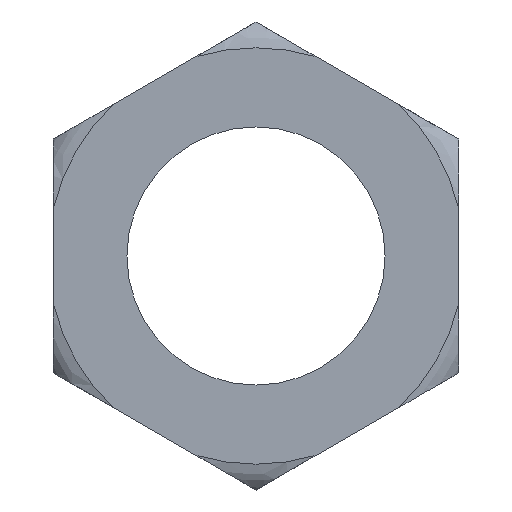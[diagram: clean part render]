
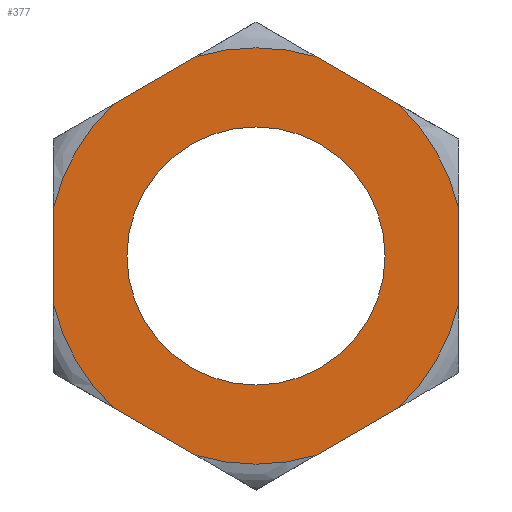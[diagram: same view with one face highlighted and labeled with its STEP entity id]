
A CAD part, front view. The second image highlights one B-rep face of the part: STEP entity #377.
In plain terms, the highlighted planar face has unit normal (0, -1, 0).
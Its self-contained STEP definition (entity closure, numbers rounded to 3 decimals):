
#16=FACE_BOUND('',#98,.T.);
#20=LINE('',#767,#38);
#23=LINE('',#771,#41);
#24=LINE('',#772,#42);
#25=LINE('',#773,#43);
#26=LINE('',#774,#44);
#27=LINE('',#775,#45);
#38=VECTOR('',#475,1.847);
#41=VECTOR('',#480,1.847);
#42=VECTOR('',#481,1.847);
#43=VECTOR('',#482,1.847);
#44=VECTOR('',#483,1.847);
#45=VECTOR('',#484,1.847);
#56=PLANE('',#412);
#76=FACE_OUTER_BOUND('',#97,.T.);
#97=EDGE_LOOP('',(#284,#285,#286,#287,#288,#289,#290,#291,#292,#293,#294,
#295));
#98=EDGE_LOOP('',(#296));
#114=CIRCLE('',#400,4.032);
#115=CIRCLE('',#402,4.032);
#116=CIRCLE('',#404,4.032);
#117=CIRCLE('',#406,4.032);
#118=CIRCLE('',#408,4.032);
#119=CIRCLE('',#410,4.032);
#120=CIRCLE('',#413,2.5);
#164=VERTEX_POINT('',#640);
#166=VERTEX_POINT('',#650);
#167=VERTEX_POINT('',#661);
#169=VERTEX_POINT('',#671);
#170=VERTEX_POINT('',#682);
#172=VERTEX_POINT('',#692);
#173=VERTEX_POINT('',#703);
#175=VERTEX_POINT('',#713);
#176=VERTEX_POINT('',#724);
#178=VERTEX_POINT('',#734);
#180=VERTEX_POINT('',#746);
#181=VERTEX_POINT('',#755);
#182=VERTEX_POINT('',#776);
#203=EDGE_CURVE('',#166,#164,#114,.T.);
#206=EDGE_CURVE('',#169,#167,#115,.T.);
#209=EDGE_CURVE('',#172,#170,#116,.T.);
#212=EDGE_CURVE('',#175,#173,#117,.T.);
#215=EDGE_CURVE('',#178,#176,#118,.T.);
#219=EDGE_CURVE('',#180,#181,#119,.T.);
#221=EDGE_CURVE('',#176,#180,#20,.T.);
#224=EDGE_CURVE('',#181,#175,#23,.T.);
#225=EDGE_CURVE('',#173,#172,#24,.T.);
#226=EDGE_CURVE('',#170,#169,#25,.T.);
#227=EDGE_CURVE('',#167,#166,#26,.T.);
#228=EDGE_CURVE('',#164,#178,#27,.T.);
#229=EDGE_CURVE('',#182,#182,#120,.T.);
#284=ORIENTED_EDGE('',*,*,#219,.T.);
#285=ORIENTED_EDGE('',*,*,#224,.T.);
#286=ORIENTED_EDGE('',*,*,#212,.T.);
#287=ORIENTED_EDGE('',*,*,#225,.T.);
#288=ORIENTED_EDGE('',*,*,#209,.T.);
#289=ORIENTED_EDGE('',*,*,#226,.T.);
#290=ORIENTED_EDGE('',*,*,#206,.T.);
#291=ORIENTED_EDGE('',*,*,#227,.T.);
#292=ORIENTED_EDGE('',*,*,#203,.T.);
#293=ORIENTED_EDGE('',*,*,#228,.T.);
#294=ORIENTED_EDGE('',*,*,#215,.T.);
#295=ORIENTED_EDGE('',*,*,#221,.T.);
#296=ORIENTED_EDGE('',*,*,#229,.T.);
#377=ADVANCED_FACE('',(#76,#16),#56,.T.);
#400=AXIS2_PLACEMENT_3D('',#651,#450,#451);
#402=AXIS2_PLACEMENT_3D('',#672,#454,#455);
#404=AXIS2_PLACEMENT_3D('',#693,#458,#459);
#406=AXIS2_PLACEMENT_3D('',#714,#462,#463);
#408=AXIS2_PLACEMENT_3D('',#735,#466,#467);
#410=AXIS2_PLACEMENT_3D('',#764,#470,#471);
#412=AXIS2_PLACEMENT_3D('',#770,#478,#479);
#413=AXIS2_PLACEMENT_3D('',#777,#485,#486);
#450=DIRECTION('center_axis',(0.,-1.,0.));
#451=DIRECTION('ref_axis',(0.,0.,1.));
#454=DIRECTION('center_axis',(0.,-1.,0.));
#455=DIRECTION('ref_axis',(0.,0.,1.));
#458=DIRECTION('center_axis',(0.,-1.,0.));
#459=DIRECTION('ref_axis',(0.,0.,1.));
#462=DIRECTION('center_axis',(0.,-1.,0.));
#463=DIRECTION('ref_axis',(0.,0.,1.));
#466=DIRECTION('center_axis',(0.,-1.,0.));
#467=DIRECTION('ref_axis',(0.,0.,1.));
#470=DIRECTION('center_axis',(0.,-1.,0.));
#471=DIRECTION('ref_axis',(0.,0.,1.));
#475=DIRECTION('',(0.866,0.,0.5));
#478=DIRECTION('center_axis',(0.,-1.,0.));
#479=DIRECTION('ref_axis',(0.,0.,-1.));
#480=DIRECTION('',(0.,0.,1.));
#481=DIRECTION('',(-0.866,0.,0.5));
#482=DIRECTION('',(-0.866,0.,-0.5));
#483=DIRECTION('',(0.,0.,-1.));
#484=DIRECTION('',(0.866,0.,-0.5));
#485=DIRECTION('center_axis',(0.,1.,0.));
#486=DIRECTION('ref_axis',(1.,0.,0.));
#640=CARTESIAN_POINT('',(-2.762,0.,-2.937));
#650=CARTESIAN_POINT('',(-3.925,0.,-0.924));
#651=CARTESIAN_POINT('Origin',(0.,0.,0.));
#661=CARTESIAN_POINT('',(-3.925,0.,0.924));
#671=CARTESIAN_POINT('',(-2.762,0.,2.937));
#672=CARTESIAN_POINT('Origin',(0.,0.,0.));
#682=CARTESIAN_POINT('',(-1.163,0.,3.861));
#692=CARTESIAN_POINT('',(1.163,0.,3.861));
#693=CARTESIAN_POINT('Origin',(0.,0.,0.));
#703=CARTESIAN_POINT('',(2.762,0.,2.937));
#713=CARTESIAN_POINT('',(3.925,0.,0.924));
#714=CARTESIAN_POINT('Origin',(0.,0.,0.));
#724=CARTESIAN_POINT('',(1.163,0.,-3.861));
#734=CARTESIAN_POINT('',(-1.163,0.,-3.861));
#735=CARTESIAN_POINT('Origin',(0.,0.,0.));
#746=CARTESIAN_POINT('',(2.762,0.,-2.937));
#755=CARTESIAN_POINT('',(3.925,0.,-0.924));
#764=CARTESIAN_POINT('Origin',(0.,0.,0.));
#767=CARTESIAN_POINT('',(0.,0.,-4.532));
#770=CARTESIAN_POINT('Origin',(0.,0.,0.));
#771=CARTESIAN_POINT('',(3.925,0.,-2.266));
#772=CARTESIAN_POINT('',(3.925,0.,2.266));
#773=CARTESIAN_POINT('',(0.,0.,4.532));
#774=CARTESIAN_POINT('',(-3.925,0.,2.266));
#775=CARTESIAN_POINT('',(-3.925,0.,-2.266));
#776=CARTESIAN_POINT('',(-2.5,0.,0.));
#777=CARTESIAN_POINT('Origin',(0.,0.,0.));
